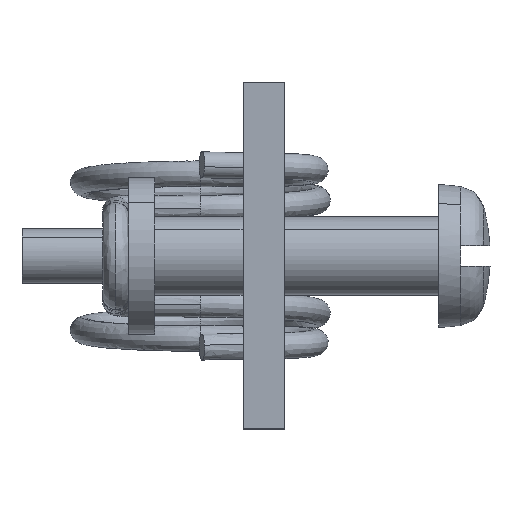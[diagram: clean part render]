
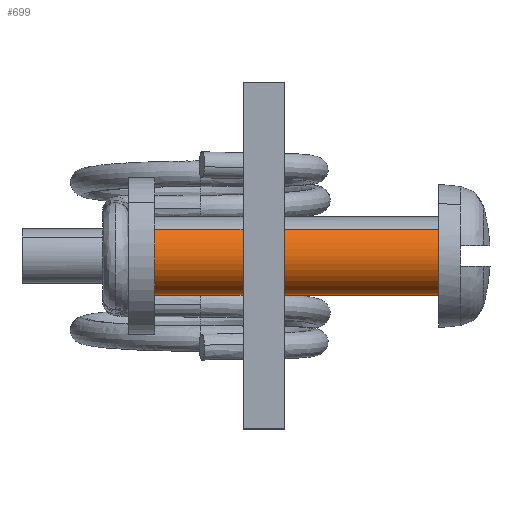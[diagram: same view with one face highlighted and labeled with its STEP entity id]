
A CAD part, top view. The second image highlights one B-rep face of the part: STEP entity #699.
In plain terms, the highlighted free-form (B-spline) face has degree [2, 1] with [5, 2] control points.
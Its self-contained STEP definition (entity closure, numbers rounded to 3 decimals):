
#498=CARTESIAN_POINT('',(-10.9,-1.033,-1.088));
#499=VERTEX_POINT('',#498);
#510=CARTESIAN_POINT('',(-10.9,-1.5,0.));
#511=VERTEX_POINT('',#510);
#512=CARTESIAN_POINT('',(-10.9,-1.033,-1.088));
#513=CARTESIAN_POINT('',(-10.9,-1.152,-0.975));
#514=CARTESIAN_POINT('',(-10.9,-1.288,-0.795));
#515=CARTESIAN_POINT('',(-10.9,-1.413,-0.517));
#516=CARTESIAN_POINT('',(-10.9,-1.481,-0.285));
#517=CARTESIAN_POINT('',(-10.9,-1.5,-0.101));
#518=CARTESIAN_POINT('',(-10.9,-1.5,0.));
#519=B_SPLINE_CURVE_WITH_KNOTS('',3,(#512,#513,#514,#515,#516,#517,#518),.UNSPECIFIED.,.F.,.U.,(4,1,1,1,4),(0.,0.495,0.666,0.913,1.217),.UNSPECIFIED.);
#520=EDGE_CURVE('',#499,#511,#519,.T.);
#522=CARTESIAN_POINT('',(-10.9,0.0,1.5));
#523=VERTEX_POINT('',#522);
#524=CARTESIAN_POINT('',(-10.9,-1.5,0.));
#525=CARTESIAN_POINT('',(-10.9,-1.5,0.104));
#526=CARTESIAN_POINT('',(-10.9,-1.476,0.337));
#527=CARTESIAN_POINT('',(-10.9,-1.373,0.629));
#528=CARTESIAN_POINT('',(-10.9,-1.215,0.893));
#529=CARTESIAN_POINT('',(-10.9,-1.041,1.093));
#530=CARTESIAN_POINT('',(-10.9,-0.788,1.29));
#531=CARTESIAN_POINT('',(-10.9,-0.448,1.454));
#532=CARTESIAN_POINT('',(-10.9,-0.16,1.5));
#533=CARTESIAN_POINT('',(-10.9,0.0,1.5));
#534=B_SPLINE_CURVE_WITH_KNOTS('',3,(#524,#525,#526,#527,#528,#529,#530,#531,#532,#533),.UNSPECIFIED.,.F.,.U.,(4,1,1,1,1,1,1,4),(0.,0.313,0.7,0.92,1.233,1.491,1.878,2.356),.UNSPECIFIED.);
#535=EDGE_CURVE('',#511,#523,#534,.T.);
#537=CARTESIAN_POINT('',(-10.9,1.033,1.088));
#538=VERTEX_POINT('',#537);
#539=CARTESIAN_POINT('',(-10.9,0.0,1.5));
#540=CARTESIAN_POINT('',(-10.9,0.101,1.5));
#541=CARTESIAN_POINT('',(-10.9,0.326,1.477));
#542=CARTESIAN_POINT('',(-10.9,0.689,1.355));
#543=CARTESIAN_POINT('',(-10.9,0.921,1.194));
#544=CARTESIAN_POINT('',(-10.9,1.033,1.088));
#545=B_SPLINE_CURVE_WITH_KNOTS('',3,(#539,#540,#541,#542,#543,#544),.UNSPECIFIED.,.F.,.U.,(4,1,1,4),(0.,0.303,0.676,1.139),.UNSPECIFIED.);
#546=EDGE_CURVE('',#523,#538,#545,.T.);
#579=CARTESIAN_POINT('',(0.,1.033,1.088));
#580=VERTEX_POINT('',#579);
#609=CARTESIAN_POINT('',(0.,-1.033,-1.088));
#610=VERTEX_POINT('',#609);
#621=CARTESIAN_POINT('',(0.,-1.033,-1.088));
#622=CARTESIAN_POINT('',(-10.9,-1.033,-1.088));
#623=QUASI_UNIFORM_CURVE('',1,(#621,#622),.UNSPECIFIED.,.F.,.U.);
#624=EDGE_CURVE('',#610,#499,#623,.T.);
#629=CARTESIAN_POINT('',(0.,1.033,1.088));
#630=CARTESIAN_POINT('',(-10.9,1.033,1.088));
#631=QUASI_UNIFORM_CURVE('',1,(#629,#630),.UNSPECIFIED.,.F.,.U.);
#632=EDGE_CURVE('',#580,#538,#631,.T.);
#637=CARTESIAN_POINT('',(0.273,-1.033,-1.088));
#638=CARTESIAN_POINT('',(0.273,-2.121,-0.056));
#639=CARTESIAN_POINT('',(0.273,-1.088,1.033));
#640=CARTESIAN_POINT('',(0.273,-0.056,2.121));
#641=CARTESIAN_POINT('',(0.273,1.033,1.088));
#642=CARTESIAN_POINT('',(-11.179,-1.033,-1.088));
#643=CARTESIAN_POINT('',(-11.179,-2.121,-0.056));
#644=CARTESIAN_POINT('',(-11.179,-1.088,1.033));
#645=CARTESIAN_POINT('',(-11.179,-0.056,2.121));
#646=CARTESIAN_POINT('',(-11.179,1.033,1.088));
#654=(BOUNDED_SURFACE()B_SPLINE_SURFACE(2,1,((#637,#642),(#638,#643),(#639,#644),(#640,#645),(#641,#646)),.UNSPECIFIED.,.F.,.F.,.U.)B_SPLINE_SURFACE_WITH_KNOTS((3,2,3),(2,2),(0.0,1.571,3.142),(0.0,11.452),.UNSPECIFIED.)GEOMETRIC_REPRESENTATION_ITEM()RATIONAL_B_SPLINE_SURFACE(((1.0,1.0),(0.707,0.707),(1.0,1.0),(0.707,0.707),(1.0,1.0)))REPRESENTATION_ITEM('')SURFACE());
#655=CARTESIAN_POINT('',(0.,0.0,1.5));
#656=VERTEX_POINT('',#655);
#657=CARTESIAN_POINT('',(0.,0.0,1.5));
#658=CARTESIAN_POINT('',(0.,0.089,1.5));
#659=CARTESIAN_POINT('',(0.,0.261,1.485));
#660=CARTESIAN_POINT('',(0.,0.508,1.419));
#661=CARTESIAN_POINT('',(0.,0.774,1.298));
#662=CARTESIAN_POINT('',(0.,0.942,1.174));
#663=CARTESIAN_POINT('',(0.,1.033,1.088));
#664=B_SPLINE_CURVE_WITH_KNOTS('',3,(#657,#658,#659,#660,#661,#662,#663),.UNSPECIFIED.,.F.,.U.,(4,1,1,1,4),(0.,0.267,0.516,0.765,1.139),.UNSPECIFIED.);
#665=EDGE_CURVE('',#656,#580,#664,.T.);
#666=ORIENTED_EDGE('',*,*,#665,.T.);
#667=ORIENTED_EDGE('',*,*,#632,.T.);
#668=ORIENTED_EDGE('',*,*,#546,.F.);
#669=ORIENTED_EDGE('',*,*,#535,.F.);
#670=ORIENTED_EDGE('',*,*,#520,.F.);
#671=ORIENTED_EDGE('',*,*,#624,.F.);
#672=CARTESIAN_POINT('',(0.,-1.5,0.));
#673=VERTEX_POINT('',#672);
#674=CARTESIAN_POINT('',(0.,-1.033,-1.088));
#675=CARTESIAN_POINT('',(0.,-1.129,-0.996));
#676=CARTESIAN_POINT('',(0.,-1.274,-0.817));
#677=CARTESIAN_POINT('',(0.,-1.398,-0.559));
#678=CARTESIAN_POINT('',(0.,-1.478,-0.298));
#679=CARTESIAN_POINT('',(0.,-1.5,-0.12));
#680=CARTESIAN_POINT('',(0.,-1.5,0.));
#681=B_SPLINE_CURVE_WITH_KNOTS('',3,(#674,#675,#676,#677,#678,#679,#680),.UNSPECIFIED.,.F.,.U.,(4,1,1,1,4),(0.,0.399,0.685,0.856,1.217),.UNSPECIFIED.);
#682=EDGE_CURVE('',#610,#673,#681,.T.);
#683=ORIENTED_EDGE('',*,*,#682,.T.);
#684=CARTESIAN_POINT('',(0.,-1.5,0.));
#685=CARTESIAN_POINT('',(0.,-1.5,0.074));
#686=CARTESIAN_POINT('',(0.,-1.486,0.258));
#687=CARTESIAN_POINT('',(0.,-1.408,0.556));
#688=CARTESIAN_POINT('',(0.,-1.247,0.856));
#689=CARTESIAN_POINT('',(0.,-1.041,1.093));
#690=CARTESIAN_POINT('',(0.,-0.788,1.29));
#691=CARTESIAN_POINT('',(0.,-0.448,1.454));
#692=CARTESIAN_POINT('',(0.,-0.16,1.5));
#693=CARTESIAN_POINT('',(0.,0.0,1.5));
#694=B_SPLINE_CURVE_WITH_KNOTS('',3,(#684,#685,#686,#687,#688,#689,#690,#691,#692,#693),.UNSPECIFIED.,.F.,.U.,(4,1,1,1,1,1,1,4),(0.,0.221,0.552,0.92,1.233,1.491,1.878,2.356),.UNSPECIFIED.);
#695=EDGE_CURVE('',#673,#656,#694,.T.);
#696=ORIENTED_EDGE('',*,*,#695,.T.);
#697=EDGE_LOOP('',(#666,#667,#668,#669,#670,#671,#683,#696));
#698=FACE_OUTER_BOUND('',#697,.T.);
#699=ADVANCED_FACE('',(#698),#654,.T.);
